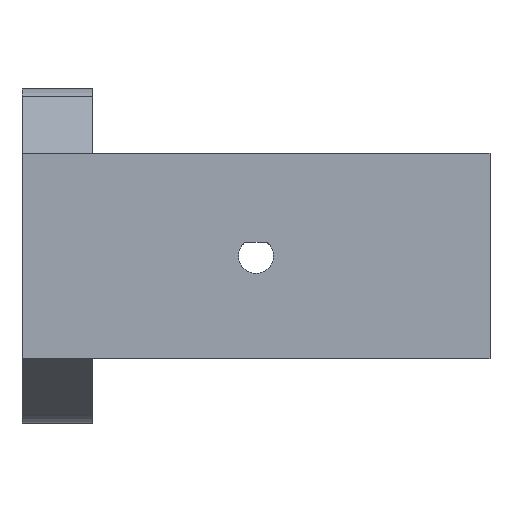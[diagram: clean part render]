
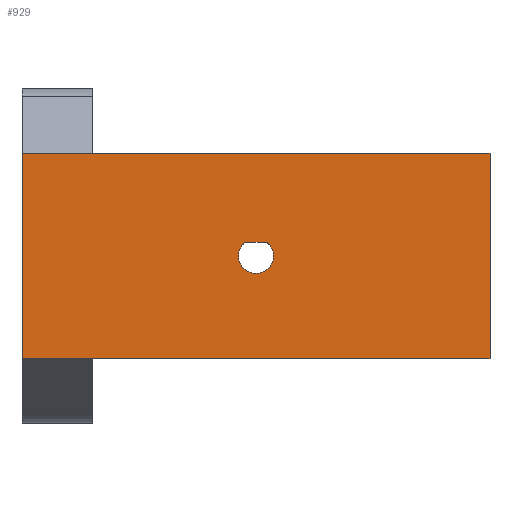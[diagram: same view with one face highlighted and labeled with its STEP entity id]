
A CAD part, front view. The second image highlights one B-rep face of the part: STEP entity #929.
In plain terms, the highlighted planar face has unit normal (0, -1, 0).
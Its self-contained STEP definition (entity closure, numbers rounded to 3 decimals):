
#38=FACE_BOUND('',#163,.T.);
#58=CIRCLE('',#1001,2.25);
#105=FACE_OUTER_BOUND('',#162,.T.);
#162=EDGE_LOOP('',(#741,#742,#743,#744));
#163=EDGE_LOOP('',(#745,#746));
#243=LINE('',#1453,#341);
#256=LINE('',#1484,#354);
#263=LINE('',#1498,#361);
#264=LINE('',#1500,#362);
#265=LINE('',#1501,#363);
#341=VECTOR('',#1150,10.);
#354=VECTOR('',#1181,10.);
#361=VECTOR('',#1192,10.);
#362=VECTOR('',#1193,10.);
#363=VECTOR('',#1194,10.);
#433=VERTEX_POINT('',#1450);
#434=VERTEX_POINT('',#1452);
#442=VERTEX_POINT('',#1481);
#443=VERTEX_POINT('',#1483);
#448=VERTEX_POINT('',#1497);
#449=VERTEX_POINT('',#1499);
#535=EDGE_CURVE('',#434,#433,#243,.T.);
#546=EDGE_CURVE('',#433,#434,#58,.T.);
#550=EDGE_CURVE('',#443,#442,#256,.T.);
#557=EDGE_CURVE('',#448,#443,#263,.T.);
#558=EDGE_CURVE('',#442,#449,#264,.T.);
#559=EDGE_CURVE('',#449,#448,#265,.T.);
#741=ORIENTED_EDGE('',*,*,#557,.T.);
#742=ORIENTED_EDGE('',*,*,#550,.T.);
#743=ORIENTED_EDGE('',*,*,#558,.T.);
#744=ORIENTED_EDGE('',*,*,#559,.T.);
#745=ORIENTED_EDGE('',*,*,#546,.T.);
#746=ORIENTED_EDGE('',*,*,#535,.T.);
#888=PLANE('',#1004);
#929=ADVANCED_FACE('',(#105,#38),#888,.F.);
#1001=AXIS2_PLACEMENT_3D('',#1474,#1174,#1175);
#1004=AXIS2_PLACEMENT_3D('',#1496,#1190,#1191);
#1150=DIRECTION('',(1.,0.,0.));
#1174=DIRECTION('center_axis',(0.,1.,0.));
#1175=DIRECTION('ref_axis',(1.,0.,0.));
#1181=DIRECTION('',(1.,0.,0.));
#1190=DIRECTION('center_axis',(0.,1.,0.));
#1191=DIRECTION('ref_axis',(1.,0.,0.));
#1192=DIRECTION('',(0.,0.,-1.));
#1193=DIRECTION('',(0.,0.,1.));
#1194=DIRECTION('',(-1.,0.,0.));
#1450=CARTESIAN_POINT('',(1.414,-3.,1.75));
#1452=CARTESIAN_POINT('',(-1.414,-3.,1.75));
#1453=CARTESIAN_POINT('',(0.,-3.,1.75));
#1474=CARTESIAN_POINT('Origin',(0.,-3.,0.));
#1481=CARTESIAN_POINT('',(30.,-3.,-13.15));
#1483=CARTESIAN_POINT('',(-30.,-3.,-13.15));
#1484=CARTESIAN_POINT('',(-30.,-3.,-13.15));
#1496=CARTESIAN_POINT('Origin',(0.,-3.,0.));
#1497=CARTESIAN_POINT('',(-30.,-3.,13.15));
#1498=CARTESIAN_POINT('',(-30.,-3.,13.15));
#1499=CARTESIAN_POINT('',(30.,-3.,13.15));
#1500=CARTESIAN_POINT('',(30.,-3.,-13.15));
#1501=CARTESIAN_POINT('',(30.,-3.,13.15));
